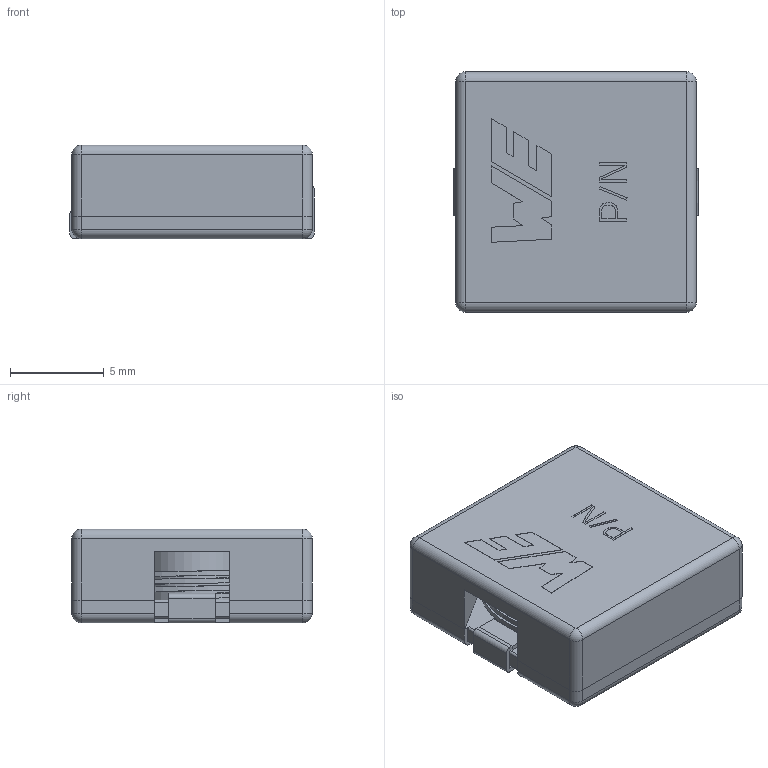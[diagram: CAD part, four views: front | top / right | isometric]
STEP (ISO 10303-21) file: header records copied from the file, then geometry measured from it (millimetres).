
FILE_DESCRIPTION(/* description */ ('Unknown'),/* implementation_level */ '2;1');
FILE_NAME(/* name */ '7443550xxx',/* time_stamp */ '2024-05-13T15:44:26+02:00',/* author */ ('Unknown'),/* organization */ ('Unknown'),/* preprocessor_version */ 'ST-DEVELOPER v16.7',/* originating_system */ 'Solid Edge',/* authorisation */ 'Unknown');
FILE_SCHEMA (('AUTOMOTIVE_DESIGN {1 0 10303 214 3 1 1}'));
Length unit declared in the file: millimetre
Products named in the file (3): 7443550x; Boden; Deckel
Assembly tree (2 placements, depth 2):
  7443550x
    Boden
    Deckel
Bounding box: 13.01 x 12.8 x 5 mm (x, y, z)
Volume: 662.5 mm3; surface area: 1525.9 mm2
Topology: 3 solids, 3 shells, 162 faces, 411 edges, 254 vertices
Faces by surface type: plane 100, cylinder 35, bspline 19, sphere 8
Full cylindrical faces by diameter (mm): 5.2 x1
Entity records: 6232 total; most frequent: CARTESIAN_POINT 1600, ORIENTED_EDGE 804, DIRECTION 696, EDGE_CURVE 402, LINE 256, VECTOR 256, VERTEX_POINT 254, AXIS2_PLACEMENT_3D 220
